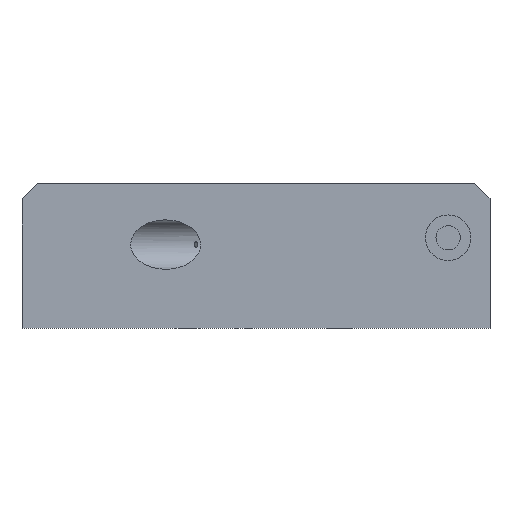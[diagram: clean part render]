
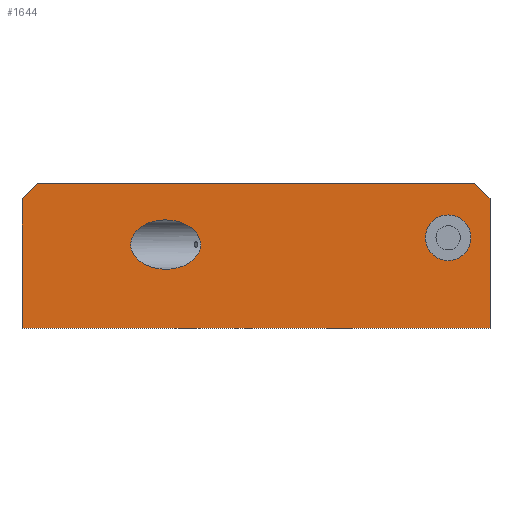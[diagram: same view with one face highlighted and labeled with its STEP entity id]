
A CAD part, front view. The second image highlights one B-rep face of the part: STEP entity #1644.
In plain terms, the highlighted planar face has unit normal (0, -1, 0).
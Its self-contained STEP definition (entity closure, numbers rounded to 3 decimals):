
#48=FACE_BOUND('',#333,.T.);
#49=FACE_BOUND('',#334,.T.);
#120=PLANE('',#1816);
#212=FACE_OUTER_BOUND('',#332,.T.);
#332=EDGE_LOOP('',(#1517,#1518,#1519,#1520,#1521,#1522));
#333=EDGE_LOOP('',(#1523,#1524));
#334=EDGE_LOOP('',(#1525));
#371=CIRCLE('',#1755,3.);
#488=LINE('',#2540,#644);
#491=LINE('',#2545,#647);
#515=LINE('',#2600,#671);
#544=LINE('',#2764,#700);
#545=LINE('',#2767,#701);
#551=LINE('',#2786,#707);
#644=VECTOR('',#2050,10.);
#647=VECTOR('',#2055,10.);
#671=VECTOR('',#2101,10.);
#700=VECTOR('',#2262,10.);
#701=VECTOR('',#2265,10.);
#707=VECTOR('',#2289,10.);
#716=ELLIPSE('',#1743,4.596,3.25);
#717=ELLIPSE('',#1744,4.596,3.25);
#802=VERTEX_POINT('',#2538);
#803=VERTEX_POINT('',#2539);
#804=VERTEX_POINT('',#2544);
#824=VERTEX_POINT('',#2599);
#826=VERTEX_POINT('',#2605);
#827=VERTEX_POINT('',#2607);
#834=VERTEX_POINT('',#2661);
#859=VERTEX_POINT('',#2762);
#860=VERTEX_POINT('',#2766);
#985=EDGE_CURVE('',#802,#803,#488,.T.);
#988=EDGE_CURVE('',#803,#804,#491,.T.);
#1017=EDGE_CURVE('',#804,#824,#515,.T.);
#1021=EDGE_CURVE('',#827,#826,#716,.T.);
#1022=EDGE_CURVE('',#826,#827,#717,.T.);
#1030=EDGE_CURVE('',#834,#834,#371,.T.);
#1076=EDGE_CURVE('',#859,#802,#544,.T.);
#1077=EDGE_CURVE('',#860,#824,#545,.T.);
#1087=EDGE_CURVE('',#860,#859,#551,.T.);
#1517=ORIENTED_EDGE('',*,*,#985,.F.);
#1518=ORIENTED_EDGE('',*,*,#1076,.F.);
#1519=ORIENTED_EDGE('',*,*,#1087,.F.);
#1520=ORIENTED_EDGE('',*,*,#1077,.T.);
#1521=ORIENTED_EDGE('',*,*,#1017,.F.);
#1522=ORIENTED_EDGE('',*,*,#988,.F.);
#1523=ORIENTED_EDGE('',*,*,#1021,.T.);
#1524=ORIENTED_EDGE('',*,*,#1022,.T.);
#1525=ORIENTED_EDGE('',*,*,#1030,.T.);
#1644=ADVANCED_FACE('',(#212,#48,#49),#120,.T.);
#1743=AXIS2_PLACEMENT_3D('',#2608,#2108,#2109);
#1744=AXIS2_PLACEMENT_3D('',#2609,#2110,#2111);
#1755=AXIS2_PLACEMENT_3D('',#2662,#2133,#2134);
#1816=AXIS2_PLACEMENT_3D('',#2785,#2287,#2288);
#2050=DIRECTION('',(0.707,0.,0.707));
#2055=DIRECTION('',(1.,0.,0.));
#2101=DIRECTION('',(0.707,0.,-0.707));
#2108=DIRECTION('center_axis',(0.,1.,0.));
#2109=DIRECTION('ref_axis',(-1.,0.,0.));
#2110=DIRECTION('center_axis',(0.,1.,0.));
#2111=DIRECTION('ref_axis',(-1.,0.,0.));
#2133=DIRECTION('center_axis',(0.,1.,0.));
#2134=DIRECTION('ref_axis',(1.,0.,0.));
#2262=DIRECTION('',(0.,0.,1.));
#2265=DIRECTION('',(0.,0.,1.));
#2287=DIRECTION('center_axis',(0.,-1.,0.));
#2288=DIRECTION('ref_axis',(1.,0.,0.));
#2289=DIRECTION('',(-1.,0.,0.));
#2538=CARTESIAN_POINT('',(-30.75,-19.3,17.));
#2539=CARTESIAN_POINT('',(-28.75,-19.3,19.));
#2540=CARTESIAN_POINT('',(-34.5,-19.3,13.25));
#2544=CARTESIAN_POINT('',(28.75,-19.3,19.));
#2545=CARTESIAN_POINT('',(30.75,-19.3,19.));
#2599=CARTESIAN_POINT('',(30.75,-19.3,17.));
#2600=CARTESIAN_POINT('',(19.125,-19.3,28.625));
#2605=CARTESIAN_POINT('',(-11.875,-19.3,7.75));
#2607=CARTESIAN_POINT('',(-7.279,-19.3,11.));
#2608=CARTESIAN_POINT('Origin',(-11.875,-19.3,11.));
#2609=CARTESIAN_POINT('Origin',(-11.875,-19.3,11.));
#2661=CARTESIAN_POINT('',(22.25,-19.3,11.9));
#2662=CARTESIAN_POINT('Origin',(25.25,-19.3,11.9));
#2762=CARTESIAN_POINT('',(-30.75,-19.3,0.));
#2764=CARTESIAN_POINT('',(-30.75,-19.3,0.));
#2766=CARTESIAN_POINT('',(30.75,-19.3,0.));
#2767=CARTESIAN_POINT('',(30.75,-19.3,0.));
#2785=CARTESIAN_POINT('Origin',(-30.75,-19.3,0.));
#2786=CARTESIAN_POINT('',(30.75,-19.3,0.));
